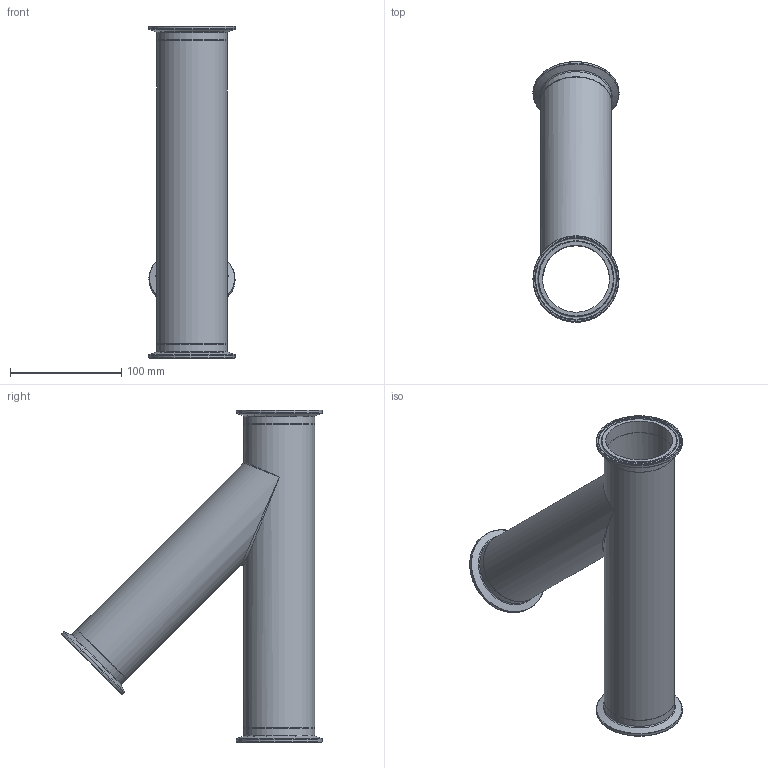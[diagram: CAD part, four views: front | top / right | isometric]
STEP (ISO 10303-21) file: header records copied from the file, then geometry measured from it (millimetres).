
FILE_DESCRIPTION(/* description */ (''),/* implementation_level */ '2;1');
FILE_NAME(/* name */ '28AMP-2.5.stp',/* time_stamp */ '2021-05-17T14:42:24-04:00',/* author */ ('rick'),/* organization */ (''),/* preprocessor_version */ 'ST-DEVELOPER v18',/* originating_system */ 'Autodesk Inventor 2020',/* authorisation */ '');
FILE_SCHEMA (('AUTOMOTIVE_DESIGN { 1 0 10303 214 3 1 1 }'));
Length unit declared in the file: inch
Products named in the file (1): 28AMP-2.5
Bounding box: 77.39 x 234.26 x 298.45 mm (x, y, z)
Volume: 170766.8 mm3; surface area: 196970.1 mm2
Topology: 1 solids, 1 shells, 419 faces, 1175 edges, 793 vertices
Faces by surface type: bspline 185, plane 153, cylinder 48, torus 24, cone 9
Full cylindrical faces by diameter (mm): 60.198 x5, 63.5 x5, 77.394 x3
Entity records: 18069 total; most frequent: CARTESIAN_POINT 8062, ORIENTED_EDGE 2334, DIRECTION 1600, EDGE_CURVE 1167, VERTEX_POINT 793, AXIS2_PLACEMENT_3D 560, LINE 480, VECTOR 480
